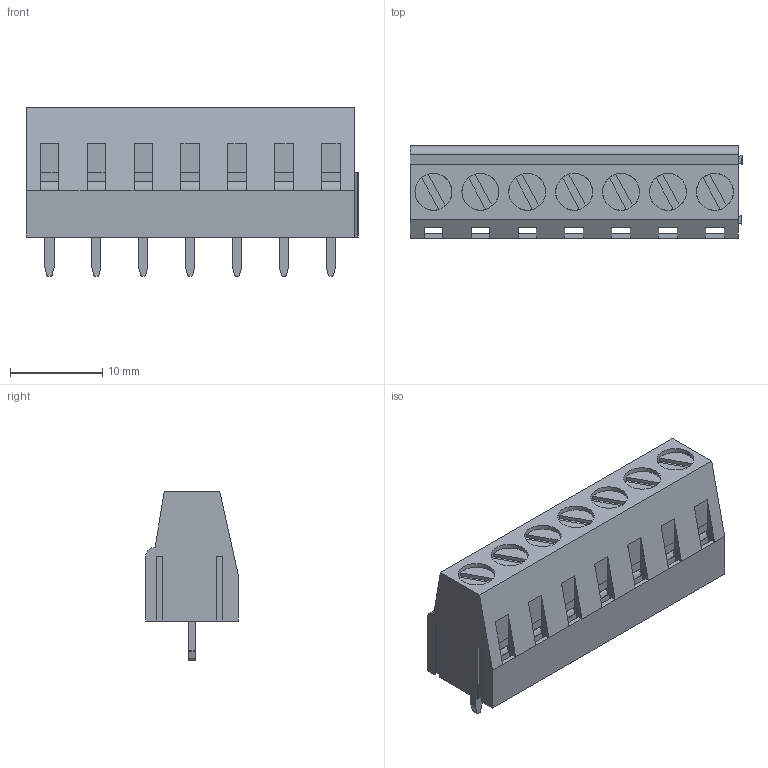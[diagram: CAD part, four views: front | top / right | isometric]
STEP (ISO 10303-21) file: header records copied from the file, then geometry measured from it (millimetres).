
FILE_DESCRIPTION(/* description */ (''),/* implementation_level */ '2;1');
FILE_NAME(/* name */ '7er Terminal Block.step',/* time_stamp */ '2021-04-20T22:05:36+02:00',/* author */ (''),/* organization */ (''),/* preprocessor_version */ 'ST-DEVELOPER v18.1',/* originating_system */ 'Autodesk Translation Framework v10.6.0.1341',/* authorisation */ '');
FILE_SCHEMA (('AUTOMOTIVE_DESIGN { 1 0 10303 214 3 1 1 }'));
Length unit declared in the file: millimetre
Products named in the file (50): Terminal Block; 7er Terminalblock_2; Pin (1) (14); Tornillo (1) (14); Cubo interno (1) (14); Pin (1) (1) (13); Tornillo (1) (1) (13); Cubo interno (1) (1) (13); 6er Terminalblock_2 (1); Pin (1) (19) (1) (1) (1) (1) (1); Tornillo (1) (19) (1) (1) (1) (1) (1); Cubo interno (1) (19) (1) (1) (1) (1) (1); Pin (1) (1) (18) (1) (1) (1) (1) (1); Tornillo (1) (1) (18) (1) (1) (1) (1) (1); Cubo interno (1) (1) (18) (1) (1) (1) (1) (1); 1er Terminalblock (7) (1) (1) (1) (1) (1); Pin (1) (11) (1) (1) (1) (1) (1); Tornillo (1) (11) (1) (1) (1) (1) (1); Cubo interno (1) (11) (1) (1) (1) (1) (1); Pin (1) (1) (10) (1) (1) (1) (1) (1); Tornillo (1) (1) (10) (1) (1) (1) (1) (1); Cubo interno (1) (1) (10) (1) (1) (1) (1) (1); 1er Terminalblock (13) (1) (1) (1) (1); Pin (1) (17) (1) (1) (1) (1); Tornillo (1) (17) (1) (1) (1) (1); Cubo interno (1) (17) (1) (1) (1) (1); Pin (1) (1) (16) (1) (1) (1) (1); Tornillo (1) (1) (16) (1) (1) (1) (1); Cubo interno (1) (1) (16) (1) (1) (1) (1); 1er Terminalblock (14) (1) (1) (1); Pin (1) (18) (1) (1) (1); Tornillo (1) (18) (1) (1) (1); Cubo interno (1) (18) (1) (1) (1); Pin (1) (1) (17) (1) (1) (1); Tornillo (1) (1) (17) (1) (1) (1); Cubo interno (1) (1) (17) (1) (1) (1); 1er Terminalblock (16) (1) (1); Pin (1) (20) (1) (1); Tornillo (1) (20) (1) (1); Cubo interno (1) (20) (1) (1) ...
Assembly tree (49 placements, depth 5):
  Terminal Block
    7er Terminalblock_2
      Pin (1) (14)
      Tornillo (1) (14)
      Cubo interno (1) (14)
      Pin (1) (1) (13)
      Tornillo (1) (1) (13)
      Cubo interno (1) (1) (13)
      6er Terminalblock_2 (1)
        Pin (1) (19) (1) (1) (1) (1) (1)
        Tornillo (1) (19) (1) (1) (1) (1) (1)
        Cubo interno (1) (19) (1) (1) (1) (1) (1)
        Pin (1) (1) (18) (1) (1) (1) (1) (1)
        Tornillo (1) (1) (18) (1) (1) (1) (1) (1)
        Cubo interno (1) (1) (18) (1) (1) (1) (1) (1)
        1er Terminalblock (7) (1) (1) (1) (1) (1)
          Pin (1) (11) (1) (1) (1) (1) (1)
          Tornillo (1) (11) (1) (1) (1) (1) (1)
          Cubo interno (1) (11) (1) (1) (1) (1) (1)
          Pin (1) (1) (10) (1) (1) (1) (1) (1)
          Tornillo (1) (1) (10) (1) (1) (1) (1) (1)
          Cubo interno (1) (1) (10) (1) (1) (1) (1) (1)
        1er Terminalblock (13) (1) (1) (1) (1)
          Pin (1) (17) (1) (1) (1) (1)
          Tornillo (1) (17) (1) (1) (1) (1)
          Cubo interno (1) (17) (1) (1) (1) (1)
          Pin (1) (1) (16) (1) (1) (1) (1)
          Tornillo (1) (1) (16) (1) (1) (1) (1)
          Cubo interno (1) (1) (16) (1) (1) (1) (1)
        1er Terminalblock (14) (1) (1) (1)
          Pin (1) (18) (1) (1) (1)
          Tornillo (1) (18) (1) (1) (1)
          Cubo interno (1) (18) (1) (1) (1)
          Pin (1) (1) (17) (1) (1) (1)
          Tornillo (1) (1) (17) (1) (1) (1)
          Cubo interno (1) (1) (17) (1) (1) (1)
        1er Terminalblock (16) (1) (1)
          Pin (1) (20) (1) (1)
          Tornillo (1) (20) (1) (1)
          Cubo interno (1) (20) (1) (1)
          Pin (1) (1) (19) (1) (1)
          Tornillo (1) (1) (19) (1) (1)
          Cubo interno (1) (1) (19) (1) (1)
        1er Terminalblock (9) (1)
          Pin (1) (13) (1)
          Tornillo (1) (13) (1)
          Cubo interno (1) (13) (1)
          Pin (1) (1) (12) (1)
          Tornillo (1) (1) (12) (1)
          Cubo interno (1) (1) (12) (1)
Bounding box: 35.96 x 10 x 18.25 mm (x, y, z)
Volume: 2170.7 mm3; surface area: 6098 mm2
Topology: 1 solids, 505 shells, 753 faces, 3177 edges, 2902 vertices
Faces by surface type: plane 549, cylinder 204
Full cylindrical faces by diameter (mm): 4 x7
Entity records: 46476 total; most frequent: CARTESIAN_POINT 18293, DIRECTION 5389, ORIENTED_EDGE 3946, EDGE_CURVE 3177, VERTEX_POINT 2902, LINE 2335, VECTOR 2335, AXIS2_PLACEMENT_3D 1527
